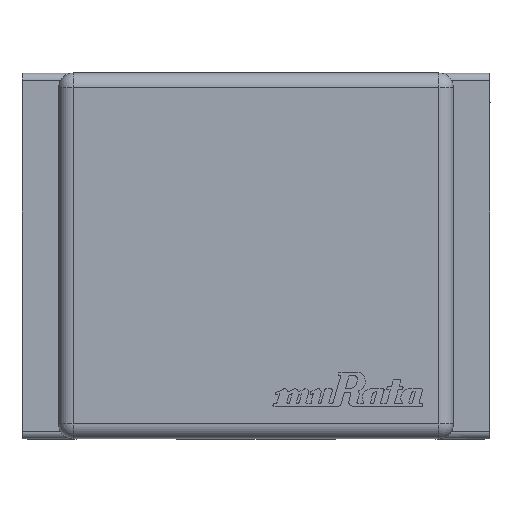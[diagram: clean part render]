
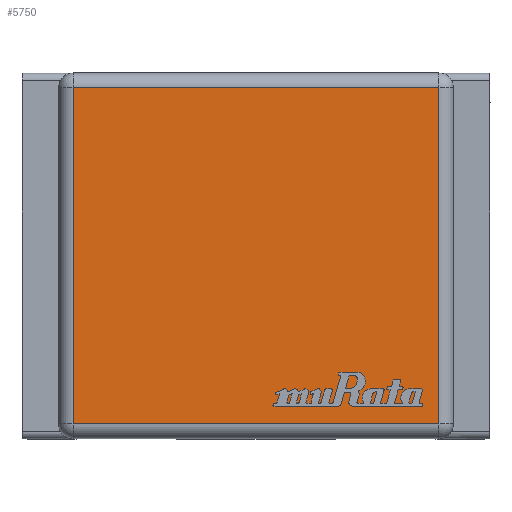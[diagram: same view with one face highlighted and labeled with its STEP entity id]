
A CAD part, top view. The second image highlights one B-rep face of the part: STEP entity #5750.
In plain terms, the highlighted face is planar.
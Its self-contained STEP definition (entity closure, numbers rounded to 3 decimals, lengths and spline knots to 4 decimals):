
#635=FACE_OUTER_BOUND('',#957,.T.);
#957=EDGE_LOOP('',(#4071,#4072,#4073,#4074));
#1285=LINE('',#8983,#1832);
#1287=LINE('',#8991,#1834);
#1290=LINE('',#9002,#1837);
#1292=LINE('',#9009,#1839);
#1832=VECTOR('',#6907,2.3);
#1834=VECTOR('',#6915,2.5);
#1837=VECTOR('',#6926,2.3);
#1839=VECTOR('',#6934,2.5);
#2398=VERTEX_POINT('',#8980);
#2399=VERTEX_POINT('',#8982);
#2402=VERTEX_POINT('',#8990);
#2404=VERTEX_POINT('',#8996);
#3020=EDGE_CURVE('',#2398,#2399,#1285,.T.);
#3024=EDGE_CURVE('',#2399,#2402,#1287,.T.);
#3030=EDGE_CURVE('',#2402,#2404,#1290,.T.);
#3034=EDGE_CURVE('',#2404,#2398,#1292,.T.);
#4071=ORIENTED_EDGE('',*,*,#3020,.F.);
#4072=ORIENTED_EDGE('',*,*,#3034,.F.);
#4073=ORIENTED_EDGE('',*,*,#3030,.F.);
#4074=ORIENTED_EDGE('',*,*,#3024,.F.);
#5545=PLANE('',#6138);
#5750=ADVANCED_FACE('',(#635),#5545,.T.);
#6138=AXIS2_PLACEMENT_3D('',#9036,#6970,#6971);
#6907=DIRECTION('',(0.,0.,-1.));
#6915=DIRECTION('',(1.,0.,0.));
#6926=DIRECTION('',(0.,0.,1.));
#6934=DIRECTION('',(-1.,0.,0.));
#6970=DIRECTION('center_axis',(0.,1.,0.));
#6971=DIRECTION('ref_axis',(0.,0.,1.));
#8980=CARTESIAN_POINT('',(-1.25,1.7,1.15));
#8982=CARTESIAN_POINT('',(-1.25,1.7,-1.15));
#8983=CARTESIAN_POINT('',(-1.25,1.7,0.));
#8990=CARTESIAN_POINT('',(1.25,1.7,-1.15));
#8991=CARTESIAN_POINT('',(0.,1.7,-1.15));
#8996=CARTESIAN_POINT('',(1.25,1.7,1.15));
#9002=CARTESIAN_POINT('',(1.25,1.7,0.));
#9009=CARTESIAN_POINT('',(0.,1.7,1.15));
#9036=CARTESIAN_POINT('Origin',(0.,1.7,0.));
